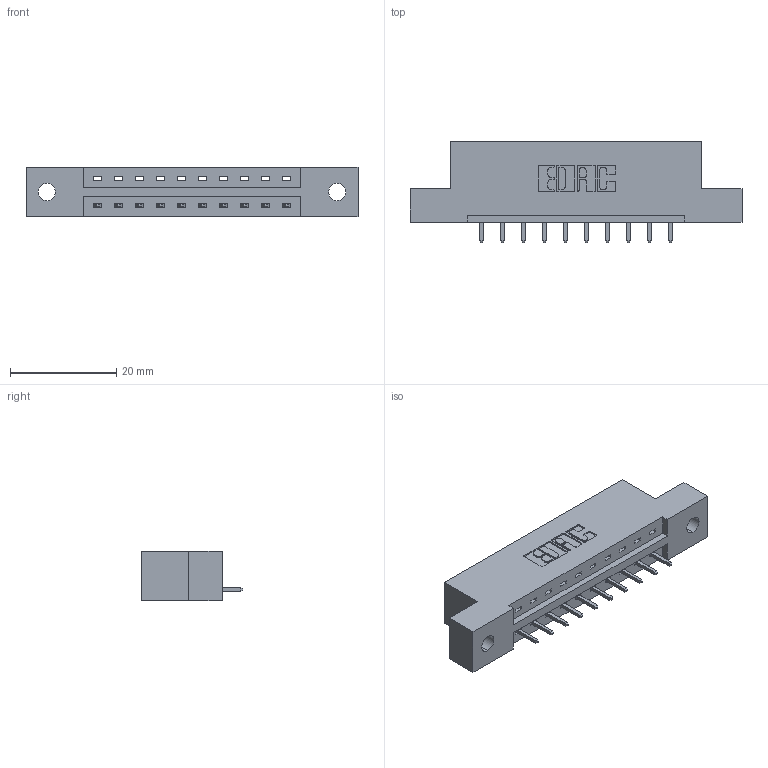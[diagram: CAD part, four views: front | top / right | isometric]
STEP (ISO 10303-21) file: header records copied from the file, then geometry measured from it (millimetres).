
FILE_DESCRIPTION (( 'STEP AP203' ), '1' );
FILE_NAME ('337-010-521-102.STEP', '2019-09-27T21:02:58', ( '' ), ( '' ), 'SwSTEP 2.0', 'SolidWorks 2016', '' );
FILE_SCHEMA (( 'CONFIG_CONTROL_DESIGN' ));
Length unit declared in the file: inch
Products named in the file (3): 337-010-521-102; 337 Part_Flush Mounting Lugs - 0.128 Dia; 345-292-001_345-293-121
Assembly tree (11 placements, depth 2):
  337-010-521-102
    337 Part_Flush Mounting Lugs - 0.128 Dia
    345-292-001_345-293-121  x10
Bounding box: 62.64 x 19.06 x 9.4 mm (x, y, z)
Volume: 6044.4 mm3; surface area: 5677.9 mm2
Topology: 11 solids, 11 shells, 734 faces, 2191 edges, 1446 vertices
Faces by surface type: plane 530, cylinder 204
Entity records: 11593 total; most frequent: CARTESIAN_POINT 2024, ORIENTED_EDGE 1970, DIRECTION 1769, EDGE_CURVE 985, LINE 857, VECTOR 857, VERTEX_POINT 654, AXIS2_PLACEMENT_3D 456
